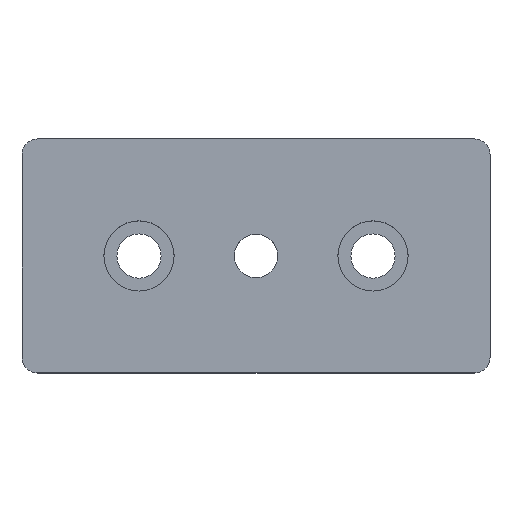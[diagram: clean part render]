
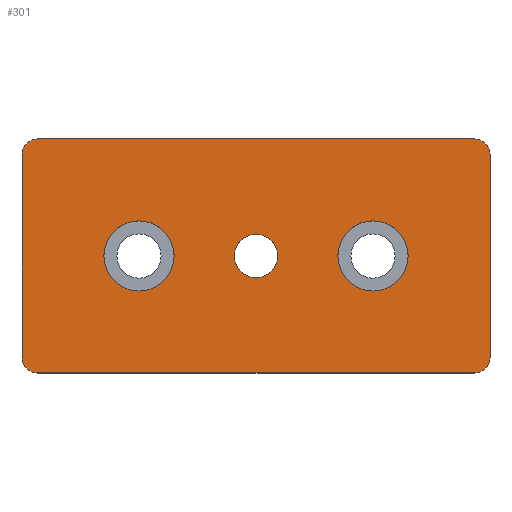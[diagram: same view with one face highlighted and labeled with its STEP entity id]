
A CAD part, top view. The second image highlights one B-rep face of the part: STEP entity #301.
In plain terms, the highlighted planar face has unit normal (0, 0, 1).
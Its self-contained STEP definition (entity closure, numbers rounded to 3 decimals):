
#20=FACE_BOUND('',#70,.T.);
#21=FACE_BOUND('',#71,.T.);
#22=FACE_BOUND('',#72,.T.);
#30=PLANE('',#359);
#47=FACE_OUTER_BOUND('',#69,.T.);
#69=EDGE_LOOP('',(#265,#266,#267,#268,#269,#270,#271,#272));
#70=EDGE_LOOP('',(#273));
#71=EDGE_LOOP('',(#274));
#72=EDGE_LOOP('',(#275));
#77=LINE('',#468,#98);
#83=LINE('',#494,#104);
#86=LINE('',#502,#107);
#93=LINE('',#534,#114);
#98=VECTOR('',#374,10.);
#104=VECTOR('',#400,10.);
#107=VECTOR('',#409,10.);
#114=VECTOR('',#450,10.);
#115=CIRCLE('',#326,3.);
#123=CIRCLE('',#337,3.);
#124=CIRCLE('',#340,3.);
#125=CIRCLE('',#343,3.);
#128=CIRCLE('',#348,6.75);
#131=CIRCLE('',#354,6.75);
#132=CIRCLE('',#357,4.188);
#133=VERTEX_POINT('',#455);
#134=VERTEX_POINT('',#456);
#138=VERTEX_POINT('',#466);
#147=VERTEX_POINT('',#488);
#148=VERTEX_POINT('',#492);
#149=VERTEX_POINT('',#496);
#150=VERTEX_POINT('',#497);
#151=VERTEX_POINT('',#504);
#154=VERTEX_POINT('',#513);
#157=VERTEX_POINT('',#524);
#158=VERTEX_POINT('',#530);
#159=EDGE_CURVE('',#133,#134,#115,.T.);
#165=EDGE_CURVE('',#133,#138,#77,.T.);
#175=EDGE_CURVE('',#147,#138,#123,.T.);
#178=EDGE_CURVE('',#147,#148,#83,.T.);
#179=EDGE_CURVE('',#149,#150,#124,.T.);
#182=EDGE_CURVE('',#149,#134,#86,.T.);
#183=EDGE_CURVE('',#151,#148,#125,.T.);
#187=EDGE_CURVE('',#154,#154,#128,.T.);
#192=EDGE_CURVE('',#157,#157,#131,.T.);
#195=EDGE_CURVE('',#158,#158,#132,.T.);
#197=EDGE_CURVE('',#151,#150,#93,.T.);
#265=ORIENTED_EDGE('',*,*,#159,.F.);
#266=ORIENTED_EDGE('',*,*,#165,.T.);
#267=ORIENTED_EDGE('',*,*,#175,.F.);
#268=ORIENTED_EDGE('',*,*,#178,.T.);
#269=ORIENTED_EDGE('',*,*,#183,.F.);
#270=ORIENTED_EDGE('',*,*,#197,.T.);
#271=ORIENTED_EDGE('',*,*,#179,.F.);
#272=ORIENTED_EDGE('',*,*,#182,.T.);
#273=ORIENTED_EDGE('',*,*,#187,.T.);
#274=ORIENTED_EDGE('',*,*,#192,.T.);
#275=ORIENTED_EDGE('',*,*,#195,.T.);
#301=ADVANCED_FACE('',(#47,#20,#21,#22),#30,.T.);
#326=AXIS2_PLACEMENT_3D('',#457,#364,#365);
#337=AXIS2_PLACEMENT_3D('',#489,#394,#395);
#340=AXIS2_PLACEMENT_3D('',#498,#403,#404);
#343=AXIS2_PLACEMENT_3D('',#505,#412,#413);
#348=AXIS2_PLACEMENT_3D('',#514,#423,#424);
#354=AXIS2_PLACEMENT_3D('',#525,#437,#438);
#357=AXIS2_PLACEMENT_3D('',#531,#445,#446);
#359=AXIS2_PLACEMENT_3D('',#535,#451,#452);
#364=DIRECTION('center_axis',(0.,0.,-1.));
#365=DIRECTION('ref_axis',(0.707,-0.707,0.));
#374=DIRECTION('',(0.,1.,0.));
#394=DIRECTION('center_axis',(0.,0.,-1.));
#395=DIRECTION('ref_axis',(0.707,0.707,0.));
#400=DIRECTION('',(-1.,0.,0.));
#403=DIRECTION('center_axis',(0.,0.,-1.));
#404=DIRECTION('ref_axis',(-0.707,-0.707,0.));
#409=DIRECTION('',(1.,0.,0.));
#412=DIRECTION('center_axis',(0.,0.,-1.));
#413=DIRECTION('ref_axis',(-0.707,0.707,0.));
#423=DIRECTION('center_axis',(0.,0.,-1.));
#424=DIRECTION('ref_axis',(1.,0.,0.));
#437=DIRECTION('center_axis',(0.,0.,-1.));
#438=DIRECTION('ref_axis',(1.,0.,0.));
#445=DIRECTION('center_axis',(0.,0.,-1.));
#446=DIRECTION('ref_axis',(1.,0.,0.));
#450=DIRECTION('',(0.,-1.,0.));
#451=DIRECTION('center_axis',(0.,0.,1.));
#452=DIRECTION('ref_axis',(1.,0.,0.));
#455=CARTESIAN_POINT('',(45.,-19.5,10.));
#456=CARTESIAN_POINT('',(42.,-22.5,10.));
#457=CARTESIAN_POINT('Origin',(42.,-19.5,10.));
#466=CARTESIAN_POINT('',(45.,19.5,10.));
#468=CARTESIAN_POINT('',(45.,22.5,10.));
#488=CARTESIAN_POINT('',(42.,22.5,10.));
#489=CARTESIAN_POINT('Origin',(42.,19.5,10.));
#492=CARTESIAN_POINT('',(-42.,22.5,10.));
#494=CARTESIAN_POINT('',(-45.,22.5,10.));
#496=CARTESIAN_POINT('',(-42.,-22.5,10.));
#497=CARTESIAN_POINT('',(-45.,-19.5,10.));
#498=CARTESIAN_POINT('Origin',(-42.,-19.5,10.));
#502=CARTESIAN_POINT('',(45.,-22.5,10.));
#504=CARTESIAN_POINT('',(-45.,19.5,10.));
#505=CARTESIAN_POINT('Origin',(-42.,19.5,10.));
#513=CARTESIAN_POINT('',(-29.25,0.,10.));
#514=CARTESIAN_POINT('Origin',(-22.5,0.,10.));
#524=CARTESIAN_POINT('',(15.75,0.,10.));
#525=CARTESIAN_POINT('Origin',(22.5,0.,10.));
#530=CARTESIAN_POINT('',(-4.188,0.,10.));
#531=CARTESIAN_POINT('Origin',(0.,0.,10.));
#534=CARTESIAN_POINT('',(-45.,-22.5,10.));
#535=CARTESIAN_POINT('Origin',(0.,0.,10.));
